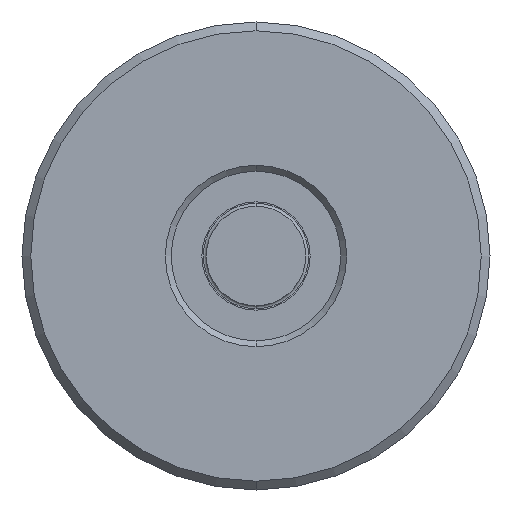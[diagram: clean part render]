
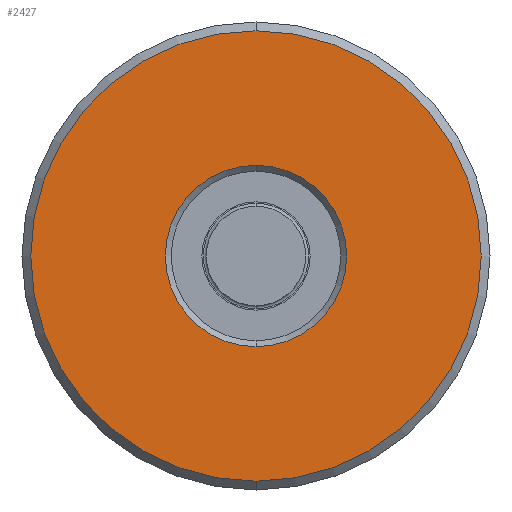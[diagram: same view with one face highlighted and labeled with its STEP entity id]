
A CAD part, front view. The second image highlights one B-rep face of the part: STEP entity #2427.
In plain terms, the highlighted planar face has unit normal (0, -1, 0).
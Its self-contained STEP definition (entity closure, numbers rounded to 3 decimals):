
#443 = VERTEX_POINT ( 'NONE', #852 ) ;
#444 = VERTEX_POINT ( 'NONE', #851 ) ;
#445 = EDGE_CURVE ( 'NONE', #444, #443, #849, .T. ) ;
#452 = VERTEX_POINT ( 'NONE', #899 ) ;
#453 = EDGE_CURVE ( 'NONE', #452, #454, #898, .T. ) ;
#454 = VERTEX_POINT ( 'NONE', #893 ) ;
#845 = DIRECTION ( 'NONE',  ( 0., 0., -1. ) ) ;
#846 = DIRECTION ( 'NONE',  ( 0., -1., 0. ) ) ;
#847 = CARTESIAN_POINT ( 'NONE',  ( 0., 0., 0. ) ) ;
#848 = AXIS2_PLACEMENT_3D ( 'NONE', #847, #846, #845 ) ;
#849 = CIRCLE ( 'NONE', #848, 38.5 ) ;
#851 = CARTESIAN_POINT ( 'NONE',  ( 0., 0., -38.5 ) ) ;
#852 = CARTESIAN_POINT ( 'NONE',  ( 0., 0., 38.5 ) ) ;
#893 = CARTESIAN_POINT ( 'NONE',  ( 0., 0., 15.5 ) ) ;
#894 = DIRECTION ( 'NONE',  ( 0., 0., -1. ) ) ;
#895 = DIRECTION ( 'NONE',  ( 0., 1., 0. ) ) ;
#896 = CARTESIAN_POINT ( 'NONE',  ( 0., 0., 0. ) ) ;
#897 = AXIS2_PLACEMENT_3D ( 'NONE', #896, #895, #894 ) ;
#898 = CIRCLE ( 'NONE', #897, 15.5 ) ;
#899 = CARTESIAN_POINT ( 'NONE',  ( 0., 0., -15.5 ) ) ;
#2044 = PLANE ( 'NONE',  #2107 ) ;
#2045 = FACE_OUTER_BOUND ( 'NONE', #2438, .T. ) ;
#2046 = FACE_BOUND ( 'NONE', #2399, .T. ) ;
#2083 = DIRECTION ( 'NONE',  ( 0., 0., -1. ) ) ;
#2084 = DIRECTION ( 'NONE',  ( 0., 1., 0. ) ) ;
#2085 = CARTESIAN_POINT ( 'NONE',  ( 0., 0., 0. ) ) ;
#2086 = AXIS2_PLACEMENT_3D ( 'NONE', #2085, #2084, #2083 ) ;
#2087 = CIRCLE ( 'NONE', #2086, 15.5 ) ;
#2088 = DIRECTION ( 'NONE',  ( 0., 0., -1. ) ) ;
#2089 = DIRECTION ( 'NONE',  ( 0., -1., 0. ) ) ;
#2090 = AXIS2_PLACEMENT_3D ( 'NONE', #2096, #2089, #2088 ) ;
#2091 = CIRCLE ( 'NONE', #2090, 38.5 ) ;
#2096 = CARTESIAN_POINT ( 'NONE',  ( 0., 0., 0. ) ) ;
#2104 = DIRECTION ( 'NONE',  ( 0., 0., -1. ) ) ;
#2105 = DIRECTION ( 'NONE',  ( 0., -1., 0. ) ) ;
#2106 = CARTESIAN_POINT ( 'NONE',  ( -40., 0., 0. ) ) ;
#2107 = AXIS2_PLACEMENT_3D ( 'NONE', #2106, #2105, #2104 ) ;
#2396 = ORIENTED_EDGE ( 'NONE', *, *, #453, .T. ) ;
#2399 = EDGE_LOOP ( 'NONE', ( #2396, #2425 ) ) ;
#2425 = ORIENTED_EDGE ( 'NONE', *, *, #2439, .T. ) ;
#2427 = ADVANCED_FACE ( 'NONE', ( #2046, #2045 ), #2044, .T. ) ;
#2435 = ORIENTED_EDGE ( 'NONE', *, *, #2437, .T. ) ;
#2436 = ORIENTED_EDGE ( 'NONE', *, *, #445, .T. ) ;
#2437 = EDGE_CURVE ( 'NONE', #443, #444, #2091, .T. ) ;
#2438 = EDGE_LOOP ( 'NONE', ( #2435, #2436 ) ) ;
#2439 = EDGE_CURVE ( 'NONE', #454, #452, #2087, .T. ) ;
